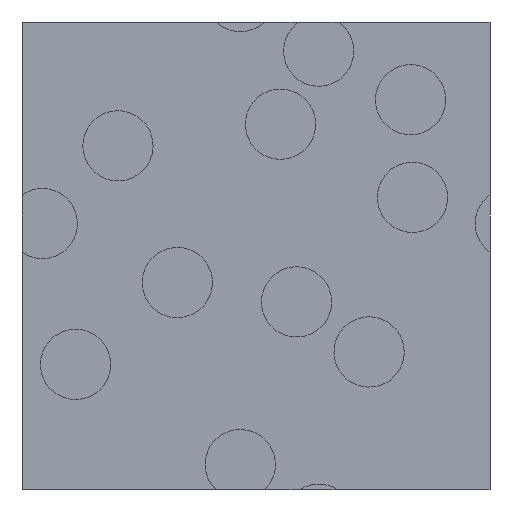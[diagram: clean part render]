
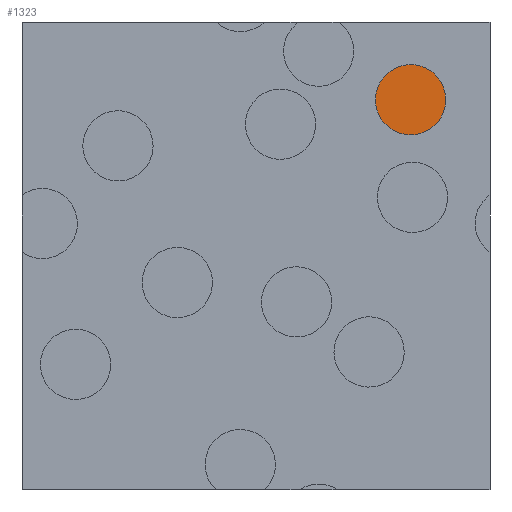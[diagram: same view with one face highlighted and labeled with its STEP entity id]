
A CAD part, top view. The second image highlights one B-rep face of the part: STEP entity #1323.
In plain terms, the highlighted planar face has unit normal (0, 0, 1).
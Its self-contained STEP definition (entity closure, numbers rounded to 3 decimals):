
#1323 = ADVANCED_FACE('',(#1324),#1337,.T.);
#1324 = FACE_BOUND('',#1325,.T.);
#1325 = EDGE_LOOP('',(#1326));
#1326 = ORIENTED_EDGE('',*,*,#1327,.T.);
#1327 = EDGE_CURVE('',#1328,#1328,#1330,.T.);
#1328 = VERTEX_POINT('',#1329);
#1329 = CARTESIAN_POINT('',(3.621,3.336,0.));
#1330 = SURFACE_CURVE('',#1331,(#1336),.PCURVE_S1.);
#1331 = ELLIPSE('',#1332,0.3,0.3);
#1332 = AXIS2_PLACEMENT_3D('',#1333,#1334,#1335);
#1333 = CARTESIAN_POINT('',(3.321,3.336,0.));
#1334 = DIRECTION('',(0.,0.,1.));
#1335 = DIRECTION('',(1.,0.,-0.));
#1336 = PCURVE('',#1337,#1342);
#1337 = PLANE('',#1338);
#1338 = AXIS2_PLACEMENT_3D('',#1339,#1340,#1341);
#1339 = CARTESIAN_POINT('',(3.321,3.336,0.));
#1340 = DIRECTION('',(0.,0.,1.));
#1341 = DIRECTION('',(1.,0.,-0.));
#1342 = DEFINITIONAL_REPRESENTATION('',(#1343),#1347);
#1343 = CIRCLE('',#1344,0.3);
#1344 = AXIS2_PLACEMENT_2D('',#1345,#1346);
#1345 = CARTESIAN_POINT('',(0.,0.));
#1346 = DIRECTION('',(1.,0.));
#1347 = ( GEOMETRIC_REPRESENTATION_CONTEXT(2) 
PARAMETRIC_REPRESENTATION_CONTEXT() REPRESENTATION_CONTEXT('2D SPACE',''
  ) );
